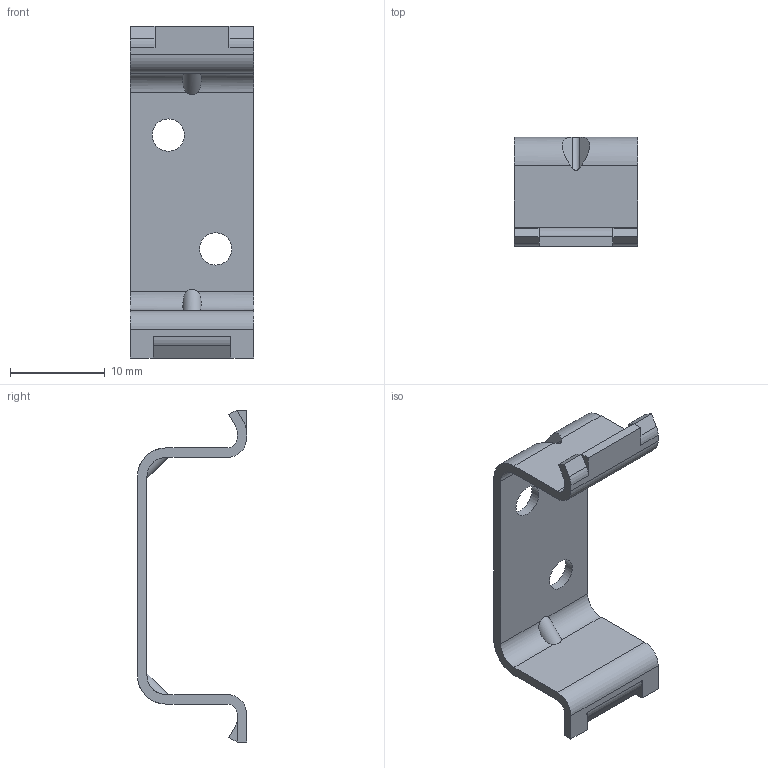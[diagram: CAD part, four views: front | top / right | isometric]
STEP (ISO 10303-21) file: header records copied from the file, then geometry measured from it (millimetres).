
FILE_DESCRIPTION(/* description */ ('STEP AP214'),/* implementation_level */ '2;1');
FILE_NAME(/* name */ '547436_VN-T3-BP',/* time_stamp */ '2024-09-17T01:18:49+02:00',/* author */ ('License CC BY-ND 4.0'),/* organization */ ('CADENAS'),/* preprocessor_version */ 'ST-DEVELOPER v19.3',/* originating_system */ 'PARTsolutions',/* authorisation */ ' ');
FILE_SCHEMA (('AUTOMOTIVE_DESIGN {1 0 10303 214 3 1 1}'));
Length unit declared in the file: millimetre
Products named in the file (1): 547436 VN-T3-BP
Bounding box: 13 x 11.5 x 35 mm (x, y, z)
Volume: 657.6 mm3; surface area: 1495.3 mm2
Topology: 1 solids, 1 shells, 60 faces, 164 edges, 106 vertices
Faces by surface type: plane 36, cylinder 24
Full cylindrical faces by diameter (mm): 3.4 x2
Entity records: 1918 total; most frequent: CARTESIAN_POINT 349, DIRECTION 322, ORIENTED_EDGE 320, EDGE_CURVE 160, LINE 112, VECTOR 112, AXIS2_PLACEMENT_3D 105, VERTEX_POINT 104
